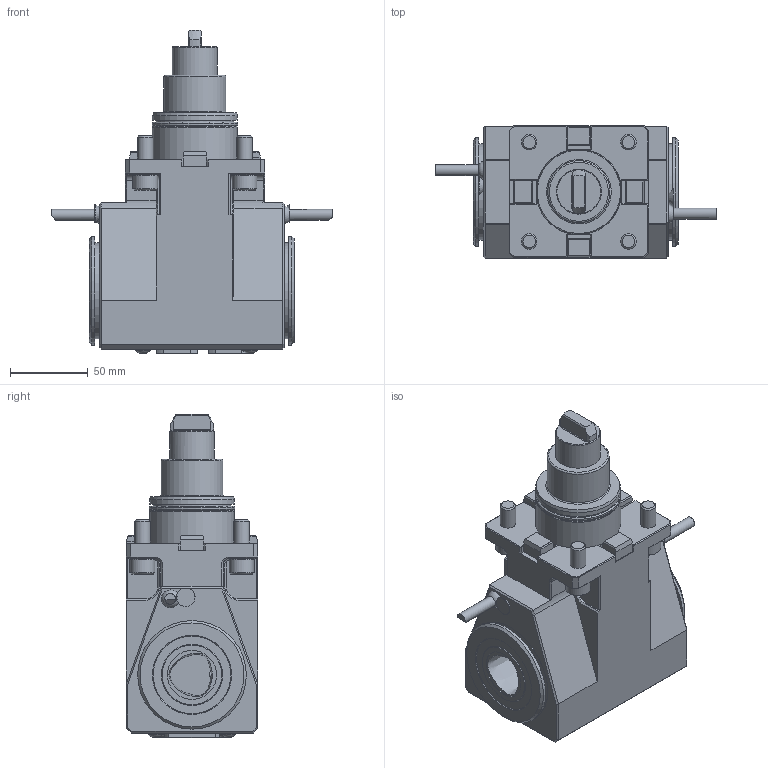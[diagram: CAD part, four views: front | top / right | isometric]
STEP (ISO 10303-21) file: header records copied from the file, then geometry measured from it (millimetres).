
FILE_DESCRIPTION(/* description */ (''),/* implementation_level */ '2;1');
FILE_NAME(/* name */ '1618477004459.stp',/* time_stamp */ '2021-04-15T10:56:52+02:00',/* author */ (''),/* organization */ ('SMS'),/* preprocessor_version */ 'ST-DEVELOPER v16.7',/* originating_system */ 'SIEMENS PLM Software NX 12.0',/* authorisation */ '');
FILE_SCHEMA (('AUTOMOTIVE_DESIGN { 1 0 10303 214 3 1 1 1 }'));
Length unit declared in the file: millimetre
Products named in the file (1): 203483652mod000_00
Bounding box: 181.3 x 85 x 208.5 mm (x, y, z)
Volume: 1186541.7 mm3; surface area: 97706.4 mm2
Topology: 1 solids, 1 shells, 399 faces, 1008 edges, 640 vertices
Faces by surface type: plane 267, cylinder 61, cone 59, sphere 6, torus 4, bspline 2
Full cylindrical faces by diameter (mm): 2.5 x2, 6 x1, 7 x2, 9.5 x4, 10 x4, 12 x2, 16 x4, 29 x1, 31.6 x2, 40 x1, 50 x1, 54.9 x2, 55.3 x1, 62 x2, 68 x2, 70 x2
Entity records: 11827 total; most frequent: CARTESIAN_POINT 2604, DIRECTION 1837, ORIENTED_EDGE 1824, EDGE_CURVE 912, LINE 627, VECTOR 627, VERTEX_POINT 610, AXIS2_PLACEMENT_3D 605
